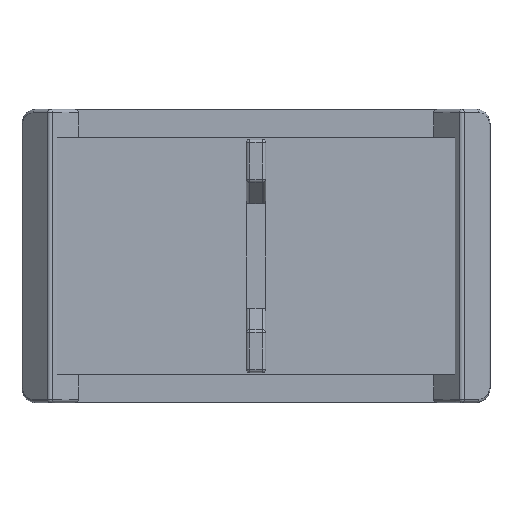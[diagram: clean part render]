
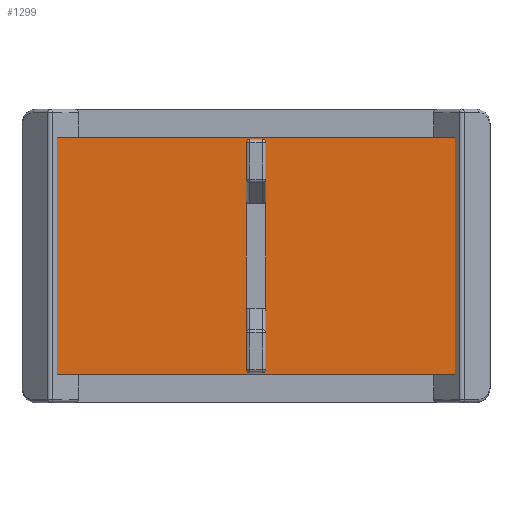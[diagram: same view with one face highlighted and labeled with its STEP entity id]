
A CAD part, front view. The second image highlights one B-rep face of the part: STEP entity #1299.
In plain terms, the highlighted planar face has unit normal (0, -1, 0).
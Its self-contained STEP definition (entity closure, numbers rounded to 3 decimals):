
#13=FACE_BOUND($,#264,.T.);
#81=PLANE($,#1457);
#178=FACE_OUTER_BOUND($,#263,.T.);
#263=EDGE_LOOP($,(#1164,#1165,#1166,#1167));
#264=EDGE_LOOP($,(#1168,#1169,#1170,#1171,#1172,#1173,#1174,#1175));
#277=LINE($,#1919,#375);
#284=LINE($,#1935,#382);
#296=LINE($,#1989,#394);
#305=LINE($,#2011,#403);
#356=LINE($,#2518,#454);
#359=LINE($,#2525,#457);
#361=LINE($,#2529,#459);
#363=LINE($,#2532,#461);
#375=VECTOR($,#1518,1.8);
#382=VECTOR($,#1531,32.4);
#394=VECTOR($,#1599,32.4);
#403=VECTOR($,#1624,1.8);
#454=VECTOR($,#1847,57.);
#457=VECTOR($,#1856,34.);
#459=VECTOR($,#1860,57.);
#461=VECTOR($,#1864,34.);
#474=CIRCLE($,#1325,0.5);
#475=CIRCLE($,#1328,0.5);
#488=CIRCLE($,#1364,0.5);
#489=CIRCLE($,#1367,0.5);
#530=VERTEX_POINT($,#1911);
#531=VERTEX_POINT($,#1913);
#532=VERTEX_POINT($,#1917);
#533=VERTEX_POINT($,#1921);
#538=VERTEX_POINT($,#1933);
#552=VERTEX_POINT($,#1988);
#556=VERTEX_POINT($,#2005);
#557=VERTEX_POINT($,#2009);
#618=VERTEX_POINT($,#2515);
#619=VERTEX_POINT($,#2517);
#620=VERTEX_POINT($,#2524);
#621=VERTEX_POINT($,#2528);
#643=EDGE_CURVE($,#530,#531,#474,.F.);
#646=EDGE_CURVE($,#530,#532,#277,.T.);
#648=EDGE_CURVE($,#533,#532,#475,.F.);
#654=EDGE_CURVE($,#533,#538,#284,.T.);
#680=EDGE_CURVE($,#552,#531,#296,.T.);
#690=EDGE_CURVE($,#556,#538,#488,.F.);
#692=EDGE_CURVE($,#556,#557,#305,.T.);
#693=EDGE_CURVE($,#552,#557,#489,.F.);
#800=EDGE_CURVE($,#619,#618,#356,.T.);
#803=EDGE_CURVE($,#618,#620,#359,.T.);
#805=EDGE_CURVE($,#620,#621,#361,.T.);
#807=EDGE_CURVE($,#621,#619,#363,.T.);
#1164=ORIENTED_EDGE($,*,*,#800,.T.);
#1165=ORIENTED_EDGE($,*,*,#803,.T.);
#1166=ORIENTED_EDGE($,*,*,#805,.T.);
#1167=ORIENTED_EDGE($,*,*,#807,.T.);
#1168=ORIENTED_EDGE($,*,*,#654,.T.);
#1169=ORIENTED_EDGE($,*,*,#690,.F.);
#1170=ORIENTED_EDGE($,*,*,#692,.T.);
#1171=ORIENTED_EDGE($,*,*,#693,.F.);
#1172=ORIENTED_EDGE($,*,*,#680,.T.);
#1173=ORIENTED_EDGE($,*,*,#643,.F.);
#1174=ORIENTED_EDGE($,*,*,#646,.T.);
#1175=ORIENTED_EDGE($,*,*,#648,.F.);
#1299=ADVANCED_FACE($,(#178,#13),#81,.T.);
#1325=AXIS2_PLACEMENT_3D($,#1914,#1512,#1513);
#1328=AXIS2_PLACEMENT_3D($,#1923,#1522,#1523);
#1364=AXIS2_PLACEMENT_3D($,#2007,#1619,#1620);
#1367=AXIS2_PLACEMENT_3D($,#2013,#1627,#1628);
#1457=AXIS2_PLACEMENT_3D($,#2533,#1865,#1866);
#1512=DIRECTION('center_axis',(0.,1.,0.));
#1513=DIRECTION('ref_axis',(0.707,0.,-0.707));
#1518=DIRECTION($,(-1.,0.,0.));
#1522=DIRECTION('center_axis',(0.,1.,0.));
#1523=DIRECTION('ref_axis',(-0.707,0.,-0.707));
#1531=DIRECTION($,(0.,0.,1.));
#1599=DIRECTION($,(0.,0.,-1.));
#1619=DIRECTION('center_axis',(0.,1.,0.));
#1620=DIRECTION('ref_axis',(-0.707,0.,0.707));
#1624=DIRECTION($,(1.,0.,0.));
#1627=DIRECTION('center_axis',(0.,1.,0.));
#1628=DIRECTION('ref_axis',(0.707,0.,0.707));
#1847=DIRECTION($,(1.,0.,0.));
#1856=DIRECTION($,(0.,0.,1.));
#1860=DIRECTION($,(-1.,0.,0.));
#1864=DIRECTION($,(0.,0.,-1.));
#1865=DIRECTION('center_axis',(0.,-1.,0.));
#1866=DIRECTION('ref_axis',(1.,0.,0.));
#1911=CARTESIAN_POINT('',(0.9,-1.5,-16.7));
#1913=CARTESIAN_POINT('',(1.4,-1.5,-16.2));
#1914=CARTESIAN_POINT('Origin',(0.9,-1.5,-16.2));
#1917=CARTESIAN_POINT('',(-0.9,-1.5,-16.7));
#1919=CARTESIAN_POINT($,(0.9,-1.5,-16.7));
#1921=CARTESIAN_POINT('',(-1.4,-1.5,-16.2));
#1923=CARTESIAN_POINT('Origin',(-0.9,-1.5,-16.2));
#1933=CARTESIAN_POINT('',(-1.4,-1.5,16.2));
#1935=CARTESIAN_POINT($,(-1.4,-1.5,-16.2));
#1988=CARTESIAN_POINT('',(1.4,-1.5,16.2));
#1989=CARTESIAN_POINT($,(1.4,-1.5,16.2));
#2005=CARTESIAN_POINT('',(-0.9,-1.5,16.7));
#2007=CARTESIAN_POINT('Origin',(-0.9,-1.5,16.2));
#2009=CARTESIAN_POINT('',(0.9,-1.5,16.7));
#2011=CARTESIAN_POINT($,(-0.9,-1.5,16.7));
#2013=CARTESIAN_POINT('Origin',(0.9,-1.5,16.2));
#2515=CARTESIAN_POINT('',(28.5,-1.5,-17.));
#2517=CARTESIAN_POINT('',(-28.5,-1.5,-17.));
#2518=CARTESIAN_POINT($,(-28.5,-1.5,-17.));
#2524=CARTESIAN_POINT('',(28.5,-1.5,17.));
#2525=CARTESIAN_POINT($,(28.5,-1.5,-17.));
#2528=CARTESIAN_POINT('',(-28.5,-1.5,17.));
#2529=CARTESIAN_POINT($,(28.5,-1.5,17.));
#2532=CARTESIAN_POINT($,(-28.5,-1.5,17.));
#2533=CARTESIAN_POINT('Origin',(0.,-1.5,0.));
